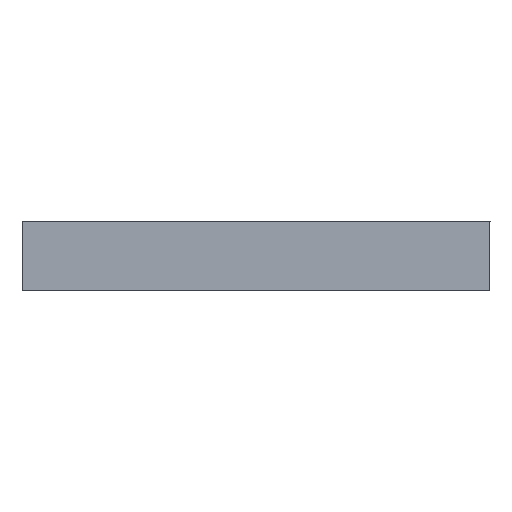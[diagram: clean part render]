
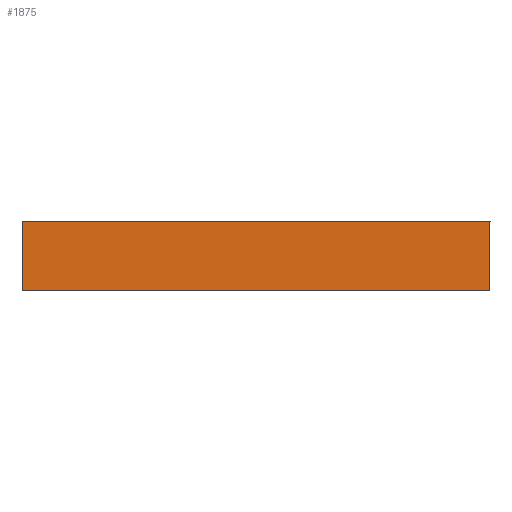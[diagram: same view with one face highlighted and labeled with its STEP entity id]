
A CAD part, left-side view. The second image highlights one B-rep face of the part: STEP entity #1875.
In plain terms, the highlighted planar face has unit normal (-1, 0, 0).
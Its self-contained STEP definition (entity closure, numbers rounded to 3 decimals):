
#255=PLANE('',#39947);
#435=LINE('',#108804,#743);
#436=LINE('',#108807,#744);
#437=LINE('',#108809,#745);
#438=LINE('',#108811,#746);
#743=VECTOR('',#40276,1.);
#744=VECTOR('',#40277,1.);
#745=VECTOR('',#40278,1.);
#746=VECTOR('',#40279,1.);
#1875=ADVANCED_FACE('',(#2475),#255,.T.);
#2475=FACE_OUTER_BOUND('',#2883,.T.);
#2883=EDGE_LOOP('',(#11961,#11962,#11963,#11964));
#11961=ORIENTED_EDGE('',*,*,#30573,.T.);
#11962=ORIENTED_EDGE('',*,*,#30574,.T.);
#11963=ORIENTED_EDGE('',*,*,#30575,.T.);
#11964=ORIENTED_EDGE('',*,*,#30576,.T.);
#21267=VERTEX_POINT('',#108805);
#21268=VERTEX_POINT('',#108806);
#21269=VERTEX_POINT('',#108808);
#21270=VERTEX_POINT('',#108810);
#30573=EDGE_CURVE('',#21267,#21268,#435,.T.);
#30574=EDGE_CURVE('',#21268,#21269,#436,.T.);
#30575=EDGE_CURVE('',#21269,#21270,#437,.T.);
#30576=EDGE_CURVE('',#21270,#21267,#438,.T.);
#39947=AXIS2_PLACEMENT_3D('',#108812,#40280,#40281);
#40276=DIRECTION('',(0.,1.,0.));
#40277=DIRECTION('',(0.,0.,-1.));
#40278=DIRECTION('',(0.,-1.,0.));
#40279=DIRECTION('',(0.,0.,1.));
#40280=DIRECTION('',(-1.,0.,0.));
#40281=DIRECTION('',(0.,1.,0.));
#108804=CARTESIAN_POINT('',(-165.,0.,0.));
#108805=CARTESIAN_POINT('',(-165.,-202.5,0.));
#108806=CARTESIAN_POINT('',(-165.,202.5,0.));
#108807=CARTESIAN_POINT('',(-165.,202.5,-30.));
#108808=CARTESIAN_POINT('',(-165.,202.5,-60.));
#108809=CARTESIAN_POINT('',(-165.,0.,-60.));
#108810=CARTESIAN_POINT('',(-165.,-202.5,-60.));
#108811=CARTESIAN_POINT('',(-165.,-202.5,-30.));
#108812=CARTESIAN_POINT('',(-165.,-202.5,0.));
